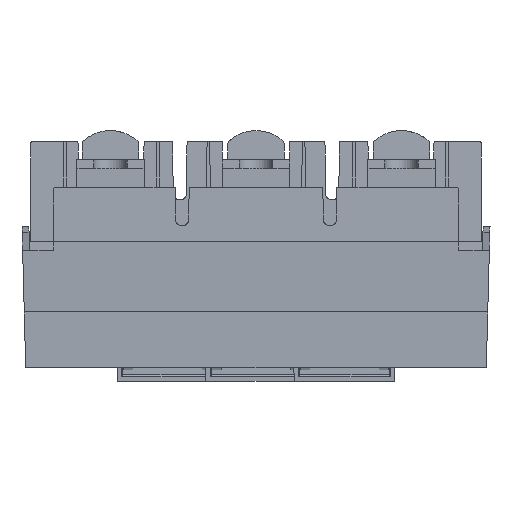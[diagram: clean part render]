
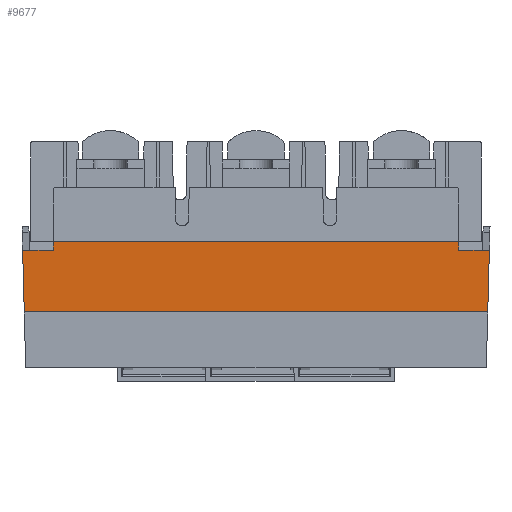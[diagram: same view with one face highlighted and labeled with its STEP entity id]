
A CAD part, front view. The second image highlights one B-rep face of the part: STEP entity #9677.
In plain terms, the highlighted planar face has unit normal (0, -1, -0.026).
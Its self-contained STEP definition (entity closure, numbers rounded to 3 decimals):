
#1247=DIRECTION('',(0.026,0.026,-0.999));
#1248=VECTOR('',#1247,27.519);
#1249=CARTESIAN_POINT('',(-153.65,-139.334,
-26.32));
#1250=LINE('',#1249,#1248);
#1268=DIRECTION('',(1.,0.,0.));
#1269=VECTOR('',#1268,207.);
#1270=CARTESIAN_POINT('',(-152.929,-138.614,
-53.82));
#1271=LINE('',#1270,#1269);
#1275=DIRECTION('',(-0.026,0.026,-0.999));
#1276=VECTOR('',#1275,27.519);
#1277=CARTESIAN_POINT('',(54.791,-139.334,
-26.32));
#1278=LINE('',#1277,#1276);
#1282=DIRECTION('',(1.,0.,0.));
#1283=VECTOR('',#1282,181.);
#1284=CARTESIAN_POINT('',(-139.929,-139.439,
-22.32));
#1285=LINE('',#1284,#1283);
#1296=DIRECTION('',(-1.,0.,0.));
#1297=VECTOR('',#1296,13.72);
#1298=CARTESIAN_POINT('',(-139.929,-139.334,
-26.32));
#1299=LINE('',#1298,#1297);
#1508=DIRECTION('',(-1.,0.,0.));
#1509=VECTOR('',#1508,13.72);
#1510=CARTESIAN_POINT('',(54.791,-139.334,
-26.32));
#1511=LINE('',#1510,#1509);
#1593=DIRECTION('',(0.,-0.026,1.));
#1594=VECTOR('',#1593,4.001);
#1595=CARTESIAN_POINT('',(41.071,-139.334,
-26.32));
#1596=LINE('',#1595,#1594);
#1711=DIRECTION('',(0.,0.026,-1.));
#1712=VECTOR('',#1711,4.001);
#1713=CARTESIAN_POINT('',(-139.929,-139.439,
-22.32));
#1714=LINE('',#1713,#1712);
#8116=CARTESIAN_POINT('',(54.071,-138.614,
-53.82));
#8117=VERTEX_POINT('',#8116);
#8118=CARTESIAN_POINT('',(54.791,-139.334,
-26.32));
#8119=VERTEX_POINT('',#8118);
#8216=CARTESIAN_POINT('',(-153.65,-139.334,
-26.32));
#8217=VERTEX_POINT('',#8216);
#8218=CARTESIAN_POINT('',(-152.929,-138.614,
-53.82));
#8219=VERTEX_POINT('',#8218);
#8220=CARTESIAN_POINT('',(41.071,-139.334,
-26.32));
#8221=VERTEX_POINT('',#8220);
#8222=CARTESIAN_POINT('',(-139.929,-139.334,
-26.32));
#8223=VERTEX_POINT('',#8222);
#8224=CARTESIAN_POINT('',(-139.929,-139.439,
-22.32));
#8225=VERTEX_POINT('',#8224);
#8226=CARTESIAN_POINT('',(41.071,-139.439,
-22.32));
#8227=VERTEX_POINT('',#8226);
#9657=CARTESIAN_POINT('',(-49.429,-138.614,
-53.82));
#9658=DIRECTION('',(0.,-1.,-0.026));
#9659=DIRECTION('',(0.,0.026,-1.));
#9660=AXIS2_PLACEMENT_3D('',#9657,#9658,#9659);
#9661=PLANE('',#9660);
#9663=ORIENTED_EDGE('',*,*,#9662,.F.);
#9664=ORIENTED_EDGE('',*,*,#9464,.T.);
#9665=ORIENTED_EDGE('',*,*,#9651,.F.);
#9666=ORIENTED_EDGE('',*,*,#9624,.F.);
#9668=ORIENTED_EDGE('',*,*,#9667,.F.);
#9670=ORIENTED_EDGE('',*,*,#9669,.F.);
#9672=ORIENTED_EDGE('',*,*,#9671,.T.);
#9674=ORIENTED_EDGE('',*,*,#9673,.F.);
#9675=EDGE_LOOP('',(#9663,#9664,#9665,#9666,#9668,#9670,#9672,#9674));
#9676=FACE_OUTER_BOUND('',#9675,.F.);
#9464=EDGE_CURVE('',#8119,#8117,#1278,.T.);
#9624=EDGE_CURVE('',#8217,#8219,#1250,.T.);
#9651=EDGE_CURVE('',#8219,#8117,#1271,.T.);
#9662=EDGE_CURVE('',#8119,#8221,#1511,.T.);
#9667=EDGE_CURVE('',#8223,#8217,#1299,.T.);
#9669=EDGE_CURVE('',#8225,#8223,#1714,.T.);
#9671=EDGE_CURVE('',#8225,#8227,#1285,.T.);
#9673=EDGE_CURVE('',#8221,#8227,#1596,.T.);
#9677=ADVANCED_FACE('',(#9676),#9661,.T.);
